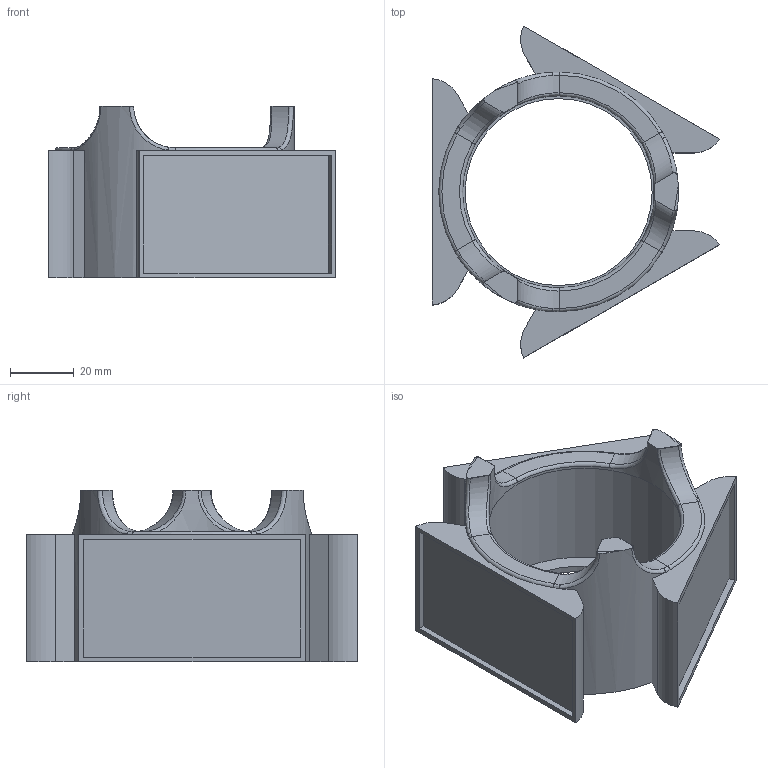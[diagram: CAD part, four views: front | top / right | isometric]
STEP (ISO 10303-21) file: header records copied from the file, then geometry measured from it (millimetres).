
FILE_DESCRIPTION(/* description */ (''),/* implementation_level */ '2;1');
FILE_NAME(/* name */ 'Solar Cell Attachment v5.0.step',/* time_stamp */ '2023-07-16T20:02:00-04:00',/* author */ (''),/* organization */ (''),/* preprocessor_version */ 'ST-DEVELOPER v19.2',/* originating_system */ 'Autodesk Translation Framework v12.6.0.85',/* authorisation */ '');
FILE_SCHEMA (('AUTOMOTIVE_DESIGN { 1 0 10303 214 3 1 1 }'));
Length unit declared in the file: millimetre
Products named in the file (1): Solar Cell Attachment v5.0
Bounding box: 90.17 x 104.12 x 53.98 mm (x, y, z)
Volume: 72482 mm3; surface area: 34531.6 mm2
Topology: 1 solids, 1 shells, 102 faces, 276 edges, 180 vertices
Faces by surface type: plane 42, cylinder 30, bspline 24, torus 6
Full cylindrical faces by diameter (mm): 58.7 x1, 60.25 x1, 68.555 x1
Entity records: 4402 total; most frequent: CARTESIAN_POINT 1928, ORIENTED_EDGE 552, DIRECTION 446, EDGE_CURVE 276, VERTEX_POINT 180, AXIS2_PLACEMENT_3D 166, LINE 114, VECTOR 114
